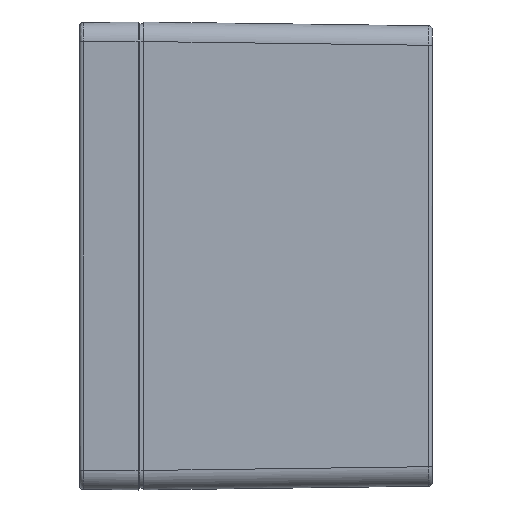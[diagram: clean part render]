
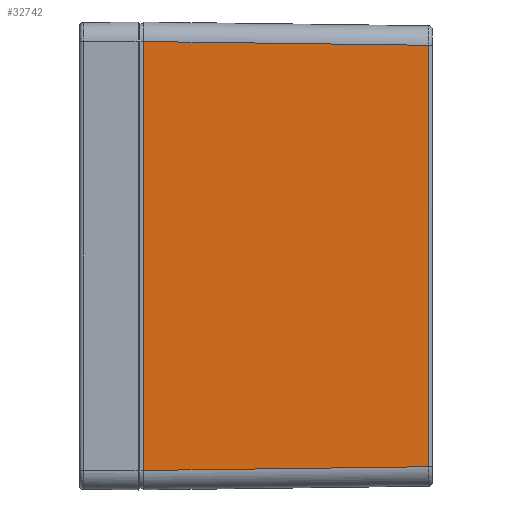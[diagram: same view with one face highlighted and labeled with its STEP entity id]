
A CAD part, left-side view. The second image highlights one B-rep face of the part: STEP entity #32742.
In plain terms, the highlighted planar face has unit normal (-1, -0.013, 0).
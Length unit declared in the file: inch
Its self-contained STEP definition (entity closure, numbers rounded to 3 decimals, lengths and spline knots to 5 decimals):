
#2556 = DIRECTION ( 'NONE',  ( -0.013, 1., 0.013 ) ) ;
#4045 = EDGE_LOOP ( 'NONE', ( #16527, #11992, #34240, #45058 ) ) ;
#4546 = CARTESIAN_POINT ( 'NONE',  ( -0.4628, -2.9139, -0.24245 ) ) ;
#4795 = EDGE_CURVE ( 'NONE', #17255, #39903, #8147, .T. ) ;
#8147 = LINE ( 'NONE', #13159, #33380 ) ;
#8167 = DIRECTION ( 'NONE',  ( -1., -0.013, 0. ) ) ;
#11992 = ORIENTED_EDGE ( 'NONE', *, *, #13300, .T. ) ;
#12406 = CARTESIAN_POINT ( 'NONE',  ( -0.50043, -0.03937, -0.28008 ) ) ;
#12582 = CARTESIAN_POINT ( 'NONE',  ( -0.4628, -2.9139, 0.70368 ) ) ;
#12644 = VERTEX_POINT ( 'NONE', #4546 ) ;
#13159 = CARTESIAN_POINT ( 'NONE',  ( -0.50043, -0.03937, -0.47743 ) ) ;
#13300 = EDGE_CURVE ( 'NONE', #38000, #17255, #51536, .T. ) ;
#15095 = FACE_OUTER_BOUND ( 'NONE', #4045, .T. ) ;
#16527 = ORIENTED_EDGE ( 'NONE', *, *, #27332, .F. ) ;
#16819 = LINE ( 'NONE', #12582, #17327 ) ;
#17255 = VERTEX_POINT ( 'NONE', #22074 ) ;
#17327 = VECTOR ( 'NONE', #28740, 39.37008 ) ;
#19821 = VECTOR ( 'NONE', #2556, 39.37008 ) ;
#21524 = CARTESIAN_POINT ( 'NONE',  ( -0.5003, -0.04894, -0.27995 ) ) ;
#22074 = CARTESIAN_POINT ( 'NONE',  ( -0.50043, -0.03937, 4.04963 ) ) ;
#25413 = VECTOR ( 'NONE', #29479, 39.37008 ) ;
#27332 = EDGE_CURVE ( 'NONE', #38000, #12644, #16819, .T. ) ;
#27495 = CARTESIAN_POINT ( 'NONE',  ( -0.50095, 0., -0.47743 ) ) ;
#28740 = DIRECTION ( 'NONE',  ( 0., 0., -1. ) ) ;
#29479 = DIRECTION ( 'NONE',  ( -0.013, 1., -0.013 ) ) ;
#32742 = ADVANCED_FACE ( 'NONE', ( #15095 ), #39928, .T. ) ;
#33380 = VECTOR ( 'NONE', #45193, 39.37008 ) ;
#34240 = ORIENTED_EDGE ( 'NONE', *, *, #4795, .T. ) ;
#36790 = AXIS2_PLACEMENT_3D ( 'NONE', #27495, #8167, #47380 ) ;
#37153 = LINE ( 'NONE', #21524, #25413 ) ;
#38000 = VERTEX_POINT ( 'NONE', #48651 ) ;
#39903 = VERTEX_POINT ( 'NONE', #12406 ) ;
#39928 = PLANE ( 'NONE',  #36790 ) ;
#45058 = ORIENTED_EDGE ( 'NONE', *, *, #51618, .F. ) ;
#45193 = DIRECTION ( 'NONE',  ( 0., 0., -1. ) ) ;
#46749 = CARTESIAN_POINT ( 'NONE',  ( -0.4628, -2.9139, 4.012 ) ) ;
#47380 = DIRECTION ( 'NONE',  ( -0.013, 1., 0. ) ) ;
#48651 = CARTESIAN_POINT ( 'NONE',  ( -0.4628, -2.9139, 4.012 ) ) ;
#51536 = LINE ( 'NONE', #46749, #19821 ) ;
#51618 = EDGE_CURVE ( 'NONE', #12644, #39903, #37153, .T. ) ;
